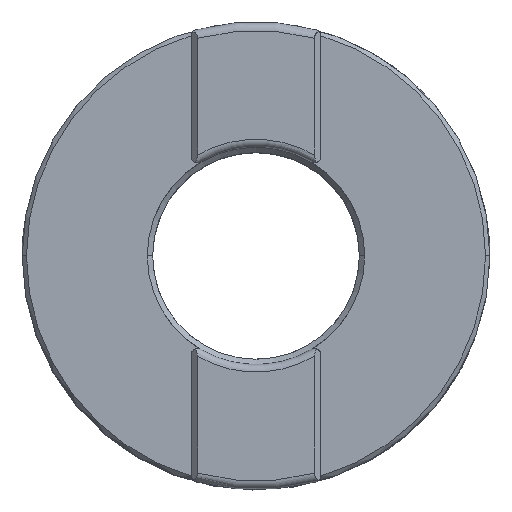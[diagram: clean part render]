
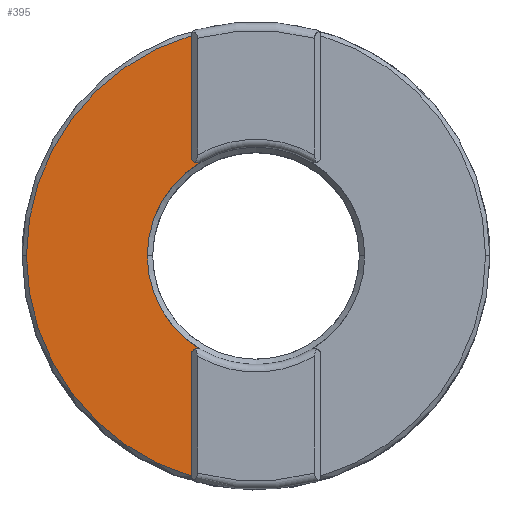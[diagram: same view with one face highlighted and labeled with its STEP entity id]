
A CAD part, top view. The second image highlights one B-rep face of the part: STEP entity #395.
In plain terms, the highlighted planar face has unit normal (0, 0, 1).
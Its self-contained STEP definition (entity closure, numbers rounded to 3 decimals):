
#137 = EDGE_CURVE ( 'NONE', #2714, #621, #625, .T. ) ;
#171 = DIRECTION ( 'NONE',  ( 1., 0., 0. ) ) ;
#226 = ORIENTED_EDGE ( 'NONE', *, *, #1141, .T. ) ;
#240 = CIRCLE ( 'NONE', #2224, 0.6 ) ;
#250 = AXIS2_PLACEMENT_3D ( 'NONE', #747, #1004, #469 ) ;
#277 = DIRECTION ( 'NONE',  ( 0., 0., -1. ) ) ;
#327 = DIRECTION ( 'NONE',  ( 0., 1., 0. ) ) ;
#350 = ORIENTED_EDGE ( 'NONE', *, *, #620, .T. ) ;
#395 = ADVANCED_FACE ( 'NONE', ( #2948 ), #805, .T. ) ;
#451 = DIRECTION ( 'NONE',  ( 0., 1., 0. ) ) ;
#469 = DIRECTION ( 'NONE',  ( 1., 0., 0. ) ) ;
#528 = CIRCLE ( 'NONE', #3067, 10. ) ;
#620 = EDGE_CURVE ( 'NONE', #1386, #2879, #528, .T. ) ;
#621 = VERTEX_POINT ( 'NONE', #2256 ) ;
#625 = LINE ( 'NONE', #1171, #1151 ) ;
#632 = VERTEX_POINT ( 'NONE', #2546 ) ;
#667 = ORIENTED_EDGE ( 'NONE', *, *, #2018, .T. ) ;
#747 = CARTESIAN_POINT ( 'NONE',  ( 0., 0., 16.5 ) ) ;
#797 = VERTEX_POINT ( 'NONE', #2881 ) ;
#802 = CARTESIAN_POINT ( 'NONE',  ( -10., 0., 16.5 ) ) ;
#805 = PLANE ( 'NONE',  #1886 ) ;
#863 = ORIENTED_EDGE ( 'NONE', *, *, #1807, .F. ) ;
#972 = DIRECTION ( 'NONE',  ( 0., 0., -1. ) ) ;
#976 = ORIENTED_EDGE ( 'NONE', *, *, #137, .T. ) ;
#1004 = DIRECTION ( 'NONE',  ( 0., 0., -1. ) ) ;
#1074 = CARTESIAN_POINT ( 'NONE',  ( -5.37, 9.139, 16.5 ) ) ;
#1141 = EDGE_CURVE ( 'NONE', #3229, #3326, #2853, .T. ) ;
#1151 = VECTOR ( 'NONE', #327, 1000. ) ;
#1171 = CARTESIAN_POINT ( 'NONE',  ( -5.97, 20.655, 16.5 ) ) ;
#1198 = DIRECTION ( 'NONE',  ( 1., 0., 0. ) ) ;
#1209 = CIRCLE ( 'NONE', #1438, 21.1 ) ;
#1216 = CARTESIAN_POINT ( 'NONE',  ( -5.37, -9.139, 16.5 ) ) ;
#1320 = DIRECTION ( 'NONE',  ( 1., 0., 0. ) ) ;
#1384 = CIRCLE ( 'NONE', #3360, 0.6 ) ;
#1386 = VERTEX_POINT ( 'NONE', #2372 ) ;
#1401 = EDGE_CURVE ( 'NONE', #632, #2714, #240, .T. ) ;
#1438 = AXIS2_PLACEMENT_3D ( 'NONE', #1579, #277, #3185 ) ;
#1579 = CARTESIAN_POINT ( 'NONE',  ( 0., 0., 16.5 ) ) ;
#1630 = CARTESIAN_POINT ( 'NONE',  ( 0., 0., 16.5 ) ) ;
#1770 = CARTESIAN_POINT ( 'NONE',  ( -5.97, -20.238, 16.5 ) ) ;
#1807 = EDGE_CURVE ( 'NONE', #797, #621, #1209, .T. ) ;
#1816 = CARTESIAN_POINT ( 'NONE',  ( -5.97, 9.139, 16.5 ) ) ;
#1885 = DIRECTION ( 'NONE',  ( 1., 0., 0. ) ) ;
#1886 = AXIS2_PLACEMENT_3D ( 'NONE', #1630, #2720, #1320 ) ;
#1922 = EDGE_CURVE ( 'NONE', #2879, #632, #2397, .T. ) ;
#2018 = EDGE_CURVE ( 'NONE', #3326, #1386, #1384, .T. ) ;
#2059 = AXIS2_PLACEMENT_3D ( 'NONE', #3021, #2180, #2248 ) ;
#2080 = CARTESIAN_POINT ( 'NONE',  ( -5.97, 20.655, 16.5 ) ) ;
#2150 = DIRECTION ( 'NONE',  ( 0., 0., -1. ) ) ;
#2180 = DIRECTION ( 'NONE',  ( 0., 0., -1. ) ) ;
#2213 = ORIENTED_EDGE ( 'NONE', *, *, #1922, .T. ) ;
#2224 = AXIS2_PLACEMENT_3D ( 'NONE', #1074, #2150, #1885 ) ;
#2232 = EDGE_CURVE ( 'NONE', #3229, #797, #3018, .T. ) ;
#2248 = DIRECTION ( 'NONE',  ( 1., 0., 0. ) ) ;
#2256 = CARTESIAN_POINT ( 'NONE',  ( -5.97, 20.238, 16.5 ) ) ;
#2312 = DIRECTION ( 'NONE',  ( 0., 0., -1. ) ) ;
#2372 = CARTESIAN_POINT ( 'NONE',  ( -5.066, -8.622, 16.5 ) ) ;
#2397 = CIRCLE ( 'NONE', #2059, 10. ) ;
#2420 = CARTESIAN_POINT ( 'NONE',  ( -5.97, -9.139, 16.5 ) ) ;
#2546 = CARTESIAN_POINT ( 'NONE',  ( -5.066, 8.622, 16.5 ) ) ;
#2562 = CARTESIAN_POINT ( 'NONE',  ( 0., 0., 16.5 ) ) ;
#2714 = VERTEX_POINT ( 'NONE', #1816 ) ;
#2720 = DIRECTION ( 'NONE',  ( 0., 0., 1. ) ) ;
#2779 = ORIENTED_EDGE ( 'NONE', *, *, #2232, .F. ) ;
#2853 = LINE ( 'NONE', #2080, #3123 ) ;
#2879 = VERTEX_POINT ( 'NONE', #802 ) ;
#2881 = CARTESIAN_POINT ( 'NONE',  ( -21.1, 0., 16.5 ) ) ;
#2948 = FACE_OUTER_BOUND ( 'NONE', #3297, .T. ) ;
#3018 = CIRCLE ( 'NONE', #250, 21.1 ) ;
#3021 = CARTESIAN_POINT ( 'NONE',  ( 0., 0., 16.5 ) ) ;
#3067 = AXIS2_PLACEMENT_3D ( 'NONE', #2562, #972, #171 ) ;
#3123 = VECTOR ( 'NONE', #451, 1000. ) ;
#3185 = DIRECTION ( 'NONE',  ( 1., 0., 0. ) ) ;
#3229 = VERTEX_POINT ( 'NONE', #1770 ) ;
#3297 = EDGE_LOOP ( 'NONE', ( #226, #667, #350, #2213, #3367, #976, #863, #2779 ) ) ;
#3326 = VERTEX_POINT ( 'NONE', #2420 ) ;
#3360 = AXIS2_PLACEMENT_3D ( 'NONE', #1216, #2312, #1198 ) ;
#3367 = ORIENTED_EDGE ( 'NONE', *, *, #1401, .T. ) ;
